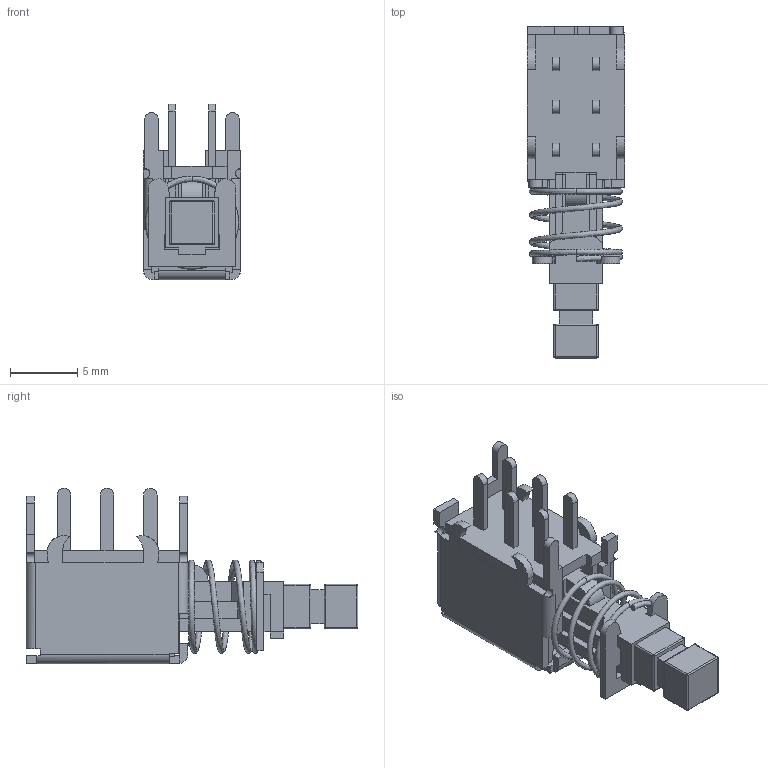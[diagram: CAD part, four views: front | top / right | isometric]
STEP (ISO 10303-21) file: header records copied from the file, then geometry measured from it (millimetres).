
FILE_DESCRIPTION((' '),'2;1');
FILE_NAME('LC2255xxxP.stp','2017-08-01T09:35:12',(' '),(' '),' ','ACIS',' ');
FILE_SCHEMA(('CONFIG_CONTROL_DESIGN'));
Length unit declared in the file: inch
Products named in the file (1): LC2255xxxP.stp
Bounding box: 7.25 x 24.6 x 13 mm (x, y, z)
Volume: 609.3 mm3; surface area: 1462.3 mm2
Topology: 1 solids, 1 shells, 332 faces, 925 edges, 585 vertices
Faces by surface type: plane 264, cylinder 53, sphere 12, bspline 2, torus 1
Entity records: 11423 total; most frequent: CARTESIAN_POINT 2799, ORIENTED_EDGE 1828, DIRECTION 1682, EDGE_CURVE 914, VECTOR 768, LINE 768, VERTEX_POINT 578, AXIS2_PLACEMENT_3D 457
